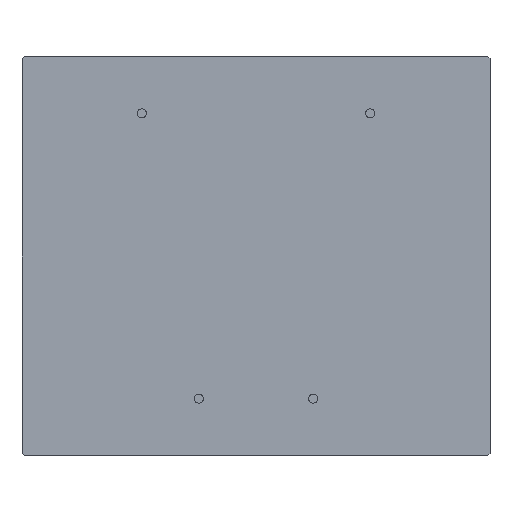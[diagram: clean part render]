
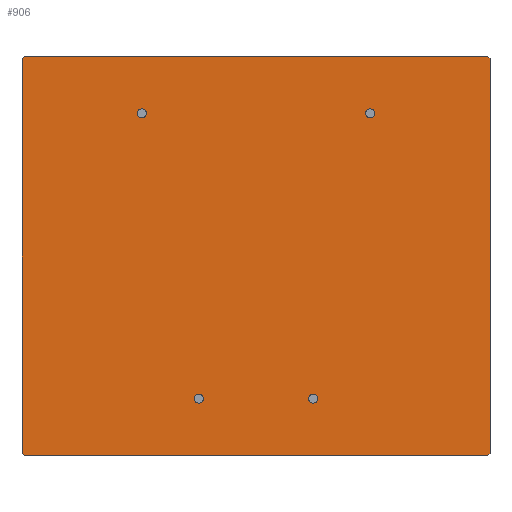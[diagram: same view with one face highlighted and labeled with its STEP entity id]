
A CAD part, front view. The second image highlights one B-rep face of the part: STEP entity #906.
In plain terms, the highlighted planar face has unit normal (0, -1, 0).
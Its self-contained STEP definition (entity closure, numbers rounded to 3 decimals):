
#12 = DIRECTION ( 'NONE',  ( 0., 0., 1. ) ) ;
#20 = PLANE ( 'NONE',  #622 ) ;
#47 = ORIENTED_EDGE ( 'NONE', *, *, #1314, .F. ) ;
#79 = CIRCLE ( 'NONE', #1797, 0.4 ) ;
#96 = DIRECTION ( 'NONE',  ( 0.707, 0., 0.707 ) ) ;
#97 = VERTEX_POINT ( 'NONE', #360 ) ;
#130 = FACE_BOUND ( 'NONE', #1064, .T. ) ;
#132 = CARTESIAN_POINT ( 'NONE',  ( 10., 0., 12.1 ) ) ;
#143 = DIRECTION ( 'NONE',  ( 0., -1., 0. ) ) ;
#150 = VERTEX_POINT ( 'NONE', #346 ) ;
#162 = DIRECTION ( 'NONE',  ( 0., 1., 0. ) ) ;
#165 = EDGE_CURVE ( 'NONE', #376, #1250, #720, .T. ) ;
#169 = CARTESIAN_POINT ( 'NONE',  ( 0., 0., 0. ) ) ;
#191 = FACE_BOUND ( 'NONE', #803, .T. ) ;
#245 = AXIS2_PLACEMENT_3D ( 'NONE', #1249, #361, #1393 ) ;
#260 = DIRECTION ( 'NONE',  ( 0., -1., 0. ) ) ;
#278 = CARTESIAN_POINT ( 'NONE',  ( -5., 0., -12.5 ) ) ;
#285 = EDGE_CURVE ( 'NONE', #1357, #150, #975, .T. ) ;
#298 = DIRECTION ( 'NONE',  ( -0.707, 0., 0.707 ) ) ;
#308 = ORIENTED_EDGE ( 'NONE', *, *, #830, .F. ) ;
#326 = AXIS2_PLACEMENT_3D ( 'NONE', #278, #143, #12 ) ;
#330 = AXIS2_PLACEMENT_3D ( 'NONE', #1140, #1854, #1711 ) ;
#333 = ORIENTED_EDGE ( 'NONE', *, *, #1367, .F. ) ;
#335 = CARTESIAN_POINT ( 'NONE',  ( 5., 0., -12.9 ) ) ;
#346 = CARTESIAN_POINT ( 'NONE',  ( -20.3, 0., -17.5 ) ) ;
#352 = LINE ( 'NONE', #1269, #1137 ) ;
#360 = CARTESIAN_POINT ( 'NONE',  ( -20.3, 0., 17.5 ) ) ;
#361 = DIRECTION ( 'NONE',  ( 0., -1., 0. ) ) ;
#376 = VERTEX_POINT ( 'NONE', #1824 ) ;
#403 = EDGE_CURVE ( 'NONE', #1729, #1419, #1009, .T. ) ;
#412 = ORIENTED_EDGE ( 'NONE', *, *, #1130, .T. ) ;
#478 = ORIENTED_EDGE ( 'NONE', *, *, #1689, .T. ) ;
#498 = CARTESIAN_POINT ( 'NONE',  ( 20.5, 0., 17.3 ) ) ;
#515 = EDGE_CURVE ( 'NONE', #670, #673, #1057, .T. ) ;
#521 = VERTEX_POINT ( 'NONE', #867 ) ;
#544 = AXIS2_PLACEMENT_3D ( 'NONE', #740, #1262, #863 ) ;
#574 = DIRECTION ( 'NONE',  ( 0., -1., 0. ) ) ;
#588 = VECTOR ( 'NONE', #1556, 1000. ) ;
#592 = CARTESIAN_POINT ( 'NONE',  ( -20.5, 0., 17.5 ) ) ;
#599 = EDGE_CURVE ( 'NONE', #731, #1336, #79, .T. ) ;
#607 = CIRCLE ( 'NONE', #544, 0.4 ) ;
#622 = AXIS2_PLACEMENT_3D ( 'NONE', #169, #162, #1062 ) ;
#628 = ORIENTED_EDGE ( 'NONE', *, *, #403, .F. ) ;
#635 = EDGE_CURVE ( 'NONE', #97, #1250, #636, .T. ) ;
#636 = LINE ( 'NONE', #723, #588 ) ;
#642 = EDGE_LOOP ( 'NONE', ( #1227, #811 ) ) ;
#652 = CARTESIAN_POINT ( 'NONE',  ( 20.3, 0., -17.5 ) ) ;
#661 = CIRCLE ( 'NONE', #1630, 0.4 ) ;
#662 = DIRECTION ( 'NONE',  ( -1., 0., 0. ) ) ;
#670 = VERTEX_POINT ( 'NONE', #995 ) ;
#673 = VERTEX_POINT ( 'NONE', #1051 ) ;
#684 = VERTEX_POINT ( 'NONE', #1739 ) ;
#690 = VECTOR ( 'NONE', #298, 1000. ) ;
#692 = LINE ( 'NONE', #1128, #1517 ) ;
#697 = EDGE_LOOP ( 'NONE', ( #907, #333 ) ) ;
#709 = CARTESIAN_POINT ( 'NONE',  ( -10., 0., 12.9 ) ) ;
#720 = LINE ( 'NONE', #498, #690 ) ;
#723 = CARTESIAN_POINT ( 'NONE',  ( 20.5, 0., 17.5 ) ) ;
#726 = CARTESIAN_POINT ( 'NONE',  ( 10., 0., 12.5 ) ) ;
#731 = VERTEX_POINT ( 'NONE', #132 ) ;
#734 = DIRECTION ( 'NONE',  ( 0., 0., 1. ) ) ;
#740 = CARTESIAN_POINT ( 'NONE',  ( 5., 0., -12.5 ) ) ;
#755 = AXIS2_PLACEMENT_3D ( 'NONE', #833, #260, #1426 ) ;
#767 = DIRECTION ( 'NONE',  ( 0., -1., 0. ) ) ;
#803 = EDGE_LOOP ( 'NONE', ( #988, #1337 ) ) ;
#811 = ORIENTED_EDGE ( 'NONE', *, *, #599, .F. ) ;
#824 = FACE_BOUND ( 'NONE', #697, .T. ) ;
#830 = EDGE_CURVE ( 'NONE', #1419, #1729, #607, .T. ) ;
#833 = CARTESIAN_POINT ( 'NONE',  ( 5., 0., -12.5 ) ) ;
#853 = EDGE_LOOP ( 'NONE', ( #47, #478, #1456, #890, #1293, #1606, #947, #412 ) ) ;
#863 = DIRECTION ( 'NONE',  ( 0., 0., 1. ) ) ;
#867 = CARTESIAN_POINT ( 'NONE',  ( -20.5, 0., 17.3 ) ) ;
#869 = DIRECTION ( 'NONE',  ( 0., 0., 1. ) ) ;
#872 = CARTESIAN_POINT ( 'NONE',  ( -10., 0., 12.1 ) ) ;
#890 = ORIENTED_EDGE ( 'NONE', *, *, #1176, .T. ) ;
#906 = ADVANCED_FACE ( 'NONE', ( #824, #191, #1618, #1864, #130 ), #20, .F. ) ;
#907 = ORIENTED_EDGE ( 'NONE', *, *, #515, .F. ) ;
#912 = EDGE_CURVE ( 'NONE', #1197, #1258, #1746, .T. ) ;
#947 = ORIENTED_EDGE ( 'NONE', *, *, #635, .F. ) ;
#975 = LINE ( 'NONE', #1118, #993 ) ;
#988 = ORIENTED_EDGE ( 'NONE', *, *, #912, .F. ) ;
#993 = VECTOR ( 'NONE', #662, 1000. ) ;
#995 = CARTESIAN_POINT ( 'NONE',  ( -5., 0., -12.1 ) ) ;
#1009 = CIRCLE ( 'NONE', #755, 0.4 ) ;
#1051 = CARTESIAN_POINT ( 'NONE',  ( -5., 0., -12.9 ) ) ;
#1057 = CIRCLE ( 'NONE', #326, 0.4 ) ;
#1062 = DIRECTION ( 'NONE',  ( 0., 0., 1. ) ) ;
#1064 = EDGE_LOOP ( 'NONE', ( #628, #308 ) ) ;
#1105 = DIRECTION ( 'NONE',  ( -0.707, 0., -0.707 ) ) ;
#1118 = CARTESIAN_POINT ( 'NONE',  ( 20.5, 0., -17.5 ) ) ;
#1128 = CARTESIAN_POINT ( 'NONE',  ( -20.5, 0., -17.3 ) ) ;
#1130 = EDGE_CURVE ( 'NONE', #97, #521, #1799, .T. ) ;
#1137 = VECTOR ( 'NONE', #1703, 1000. ) ;
#1140 = CARTESIAN_POINT ( 'NONE',  ( -10., 0., 12.5 ) ) ;
#1176 = EDGE_CURVE ( 'NONE', #1357, #1548, #1780, .T. ) ;
#1197 = VERTEX_POINT ( 'NONE', #709 ) ;
#1209 = CARTESIAN_POINT ( 'NONE',  ( 20.3, 0., -17.5 ) ) ;
#1227 = ORIENTED_EDGE ( 'NONE', *, *, #1819, .F. ) ;
#1249 = CARTESIAN_POINT ( 'NONE',  ( -10., 0., 12.5 ) ) ;
#1250 = VERTEX_POINT ( 'NONE', #1750 ) ;
#1258 = VERTEX_POINT ( 'NONE', #872 ) ;
#1262 = DIRECTION ( 'NONE',  ( 0., -1., 0. ) ) ;
#1269 = CARTESIAN_POINT ( 'NONE',  ( 20.5, 0., 17.5 ) ) ;
#1275 = LINE ( 'NONE', #592, #1301 ) ;
#1293 = ORIENTED_EDGE ( 'NONE', *, *, #1650, .F. ) ;
#1301 = VECTOR ( 'NONE', #1620, 1000. ) ;
#1314 = EDGE_CURVE ( 'NONE', #684, #521, #1275, .T. ) ;
#1336 = VERTEX_POINT ( 'NONE', #1469 ) ;
#1337 = ORIENTED_EDGE ( 'NONE', *, *, #1528, .F. ) ;
#1357 = VERTEX_POINT ( 'NONE', #1209 ) ;
#1367 = EDGE_CURVE ( 'NONE', #673, #670, #661, .T. ) ;
#1393 = DIRECTION ( 'NONE',  ( 0., 0., 1. ) ) ;
#1401 = CIRCLE ( 'NONE', #1491, 0.4 ) ;
#1419 = VERTEX_POINT ( 'NONE', #335 ) ;
#1426 = DIRECTION ( 'NONE',  ( 0., 0., 1. ) ) ;
#1456 = ORIENTED_EDGE ( 'NONE', *, *, #285, .F. ) ;
#1469 = CARTESIAN_POINT ( 'NONE',  ( 10., 0., 12.9 ) ) ;
#1491 = AXIS2_PLACEMENT_3D ( 'NONE', #726, #1748, #869 ) ;
#1501 = CIRCLE ( 'NONE', #245, 0.4 ) ;
#1517 = VECTOR ( 'NONE', #1850, 1000. ) ;
#1528 = EDGE_CURVE ( 'NONE', #1258, #1197, #1501, .T. ) ;
#1548 = VERTEX_POINT ( 'NONE', #1827 ) ;
#1556 = DIRECTION ( 'NONE',  ( 1., 0., 0. ) ) ;
#1606 = ORIENTED_EDGE ( 'NONE', *, *, #165, .T. ) ;
#1607 = CARTESIAN_POINT ( 'NONE',  ( 10., 0., 12.5 ) ) ;
#1618 = FACE_OUTER_BOUND ( 'NONE', #853, .T. ) ;
#1620 = DIRECTION ( 'NONE',  ( 0., 0., 1. ) ) ;
#1630 = AXIS2_PLACEMENT_3D ( 'NONE', #1635, #767, #1788 ) ;
#1635 = CARTESIAN_POINT ( 'NONE',  ( -5., 0., -12.5 ) ) ;
#1650 = EDGE_CURVE ( 'NONE', #376, #1548, #352, .T. ) ;
#1689 = EDGE_CURVE ( 'NONE', #684, #150, #692, .T. ) ;
#1703 = DIRECTION ( 'NONE',  ( 0., 0., -1. ) ) ;
#1711 = DIRECTION ( 'NONE',  ( 0., 0., 1. ) ) ;
#1716 = CARTESIAN_POINT ( 'NONE',  ( 5., 0., -12.1 ) ) ;
#1729 = VERTEX_POINT ( 'NONE', #1716 ) ;
#1739 = CARTESIAN_POINT ( 'NONE',  ( -20.5, 0., -17.3 ) ) ;
#1746 = CIRCLE ( 'NONE', #330, 0.4 ) ;
#1748 = DIRECTION ( 'NONE',  ( 0., -1., 0. ) ) ;
#1750 = CARTESIAN_POINT ( 'NONE',  ( 20.3, 0., 17.5 ) ) ;
#1759 = VECTOR ( 'NONE', #96, 1000. ) ;
#1780 = LINE ( 'NONE', #652, #1759 ) ;
#1788 = DIRECTION ( 'NONE',  ( 0., 0., 1. ) ) ;
#1797 = AXIS2_PLACEMENT_3D ( 'NONE', #1607, #574, #734 ) ;
#1799 = LINE ( 'NONE', #1804, #1800 ) ;
#1800 = VECTOR ( 'NONE', #1105, 1000. ) ;
#1804 = CARTESIAN_POINT ( 'NONE',  ( -20.3, 0., 17.5 ) ) ;
#1819 = EDGE_CURVE ( 'NONE', #1336, #731, #1401, .T. ) ;
#1824 = CARTESIAN_POINT ( 'NONE',  ( 20.5, 0., 17.3 ) ) ;
#1827 = CARTESIAN_POINT ( 'NONE',  ( 20.5, 0., -17.3 ) ) ;
#1850 = DIRECTION ( 'NONE',  ( 0.707, 0., -0.707 ) ) ;
#1854 = DIRECTION ( 'NONE',  ( 0., -1., 0. ) ) ;
#1864 = FACE_BOUND ( 'NONE', #642, .T. ) ;
